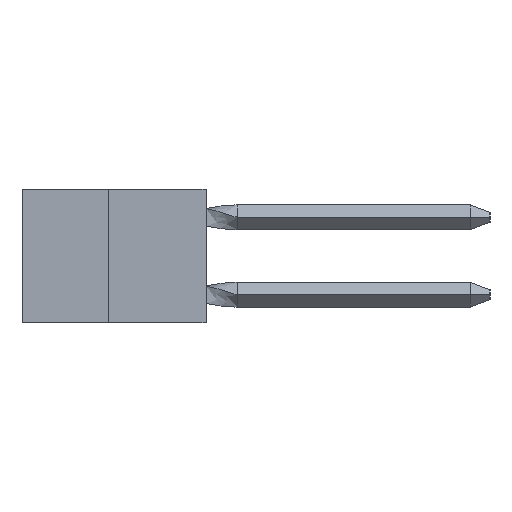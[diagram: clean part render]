
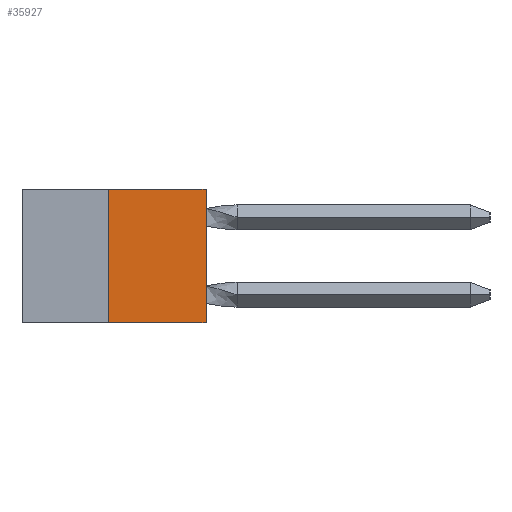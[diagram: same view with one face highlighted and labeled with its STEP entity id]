
A CAD part, left-side view. The second image highlights one B-rep face of the part: STEP entity #35927.
In plain terms, the highlighted planar face has unit normal (-1, 0, 0).
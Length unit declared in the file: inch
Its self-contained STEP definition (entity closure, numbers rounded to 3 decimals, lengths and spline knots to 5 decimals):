
#3773 = CARTESIAN_POINT ( 'NONE',  ( 0., 0.25, -0.343 ) ) ;
#3845 = DIRECTION ( 'NONE',  ( 0., 0., 1. ) ) ;
#4217 = CARTESIAN_POINT ( 'NONE',  ( 0., 0.473, 0. ) ) ;
#4272 = AXIS2_PLACEMENT_3D ( 'NONE', #15181, #18151, #6348 ) ;
#5145 = EDGE_CURVE ( 'NONE', #28818, #8272, #18266, .T. ) ;
#6346 = VECTOR ( 'NONE', #22806, 39.37008 ) ;
#6348 = DIRECTION ( 'NONE',  ( 0., 0., -1. ) ) ;
#6589 = EDGE_CURVE ( 'NONE', #26122, #16440, #31937, .T. ) ;
#7131 = VECTOR ( 'NONE', #3845, 39.37008 ) ;
#8272 = VERTEX_POINT ( 'NONE', #19375 ) ;
#12929 = ORIENTED_EDGE ( 'NONE', *, *, #28660, .F. ) ;
#15181 = CARTESIAN_POINT ( 'NONE',  ( 0., 0.473, 0. ) ) ;
#16440 = VERTEX_POINT ( 'NONE', #19266 ) ;
#17029 = CARTESIAN_POINT ( 'NONE',  ( 0., 0.473, -0.343 ) ) ;
#17645 = DIRECTION ( 'NONE',  ( 0., 0., 1. ) ) ;
#18151 = DIRECTION ( 'NONE',  ( 1., 0., 0. ) ) ;
#18266 = LINE ( 'NONE', #17029, #6346 ) ;
#18456 = CARTESIAN_POINT ( 'NONE',  ( 0., 0., 0. ) ) ;
#18557 = EDGE_LOOP ( 'NONE', ( #32774, #12929, #37610, #29588 ) ) ;
#18996 = EDGE_CURVE ( 'NONE', #8272, #16440, #26828, .T. ) ;
#19266 = CARTESIAN_POINT ( 'NONE',  ( 0., 0., 0. ) ) ;
#19375 = CARTESIAN_POINT ( 'NONE',  ( 0., 0., -0.343 ) ) ;
#20696 = PLANE ( 'NONE',  #4272 ) ;
#20911 = CARTESIAN_POINT ( 'NONE',  ( 0., 0.25, 0. ) ) ;
#22806 = DIRECTION ( 'NONE',  ( 0., -1., 0. ) ) ;
#24296 = VECTOR ( 'NONE', #17645, 39.37008 ) ;
#26122 = VERTEX_POINT ( 'NONE', #20911 ) ;
#26828 = LINE ( 'NONE', #18456, #7131 ) ;
#27785 = VECTOR ( 'NONE', #36414, 39.37008 ) ;
#28660 = EDGE_CURVE ( 'NONE', #28818, #26122, #34392, .T. ) ;
#28818 = VERTEX_POINT ( 'NONE', #3773 ) ;
#29588 = ORIENTED_EDGE ( 'NONE', *, *, #18996, .T. ) ;
#31937 = LINE ( 'NONE', #4217, #27785 ) ;
#32258 = CARTESIAN_POINT ( 'NONE',  ( 0., 0.25, 0. ) ) ;
#32774 = ORIENTED_EDGE ( 'NONE', *, *, #6589, .F. ) ;
#33602 = FACE_OUTER_BOUND ( 'NONE', #18557, .T. ) ;
#34392 = LINE ( 'NONE', #32258, #24296 ) ;
#35927 = ADVANCED_FACE ( 'NONE', ( #33602 ), #20696, .F. ) ;
#36414 = DIRECTION ( 'NONE',  ( 0., -1., 0. ) ) ;
#37610 = ORIENTED_EDGE ( 'NONE', *, *, #5145, .T. ) ;
